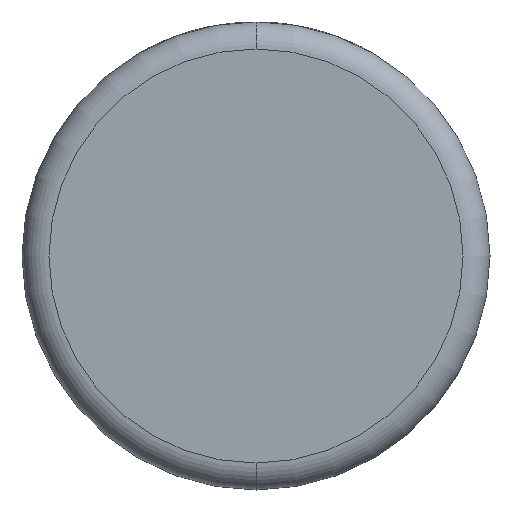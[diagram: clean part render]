
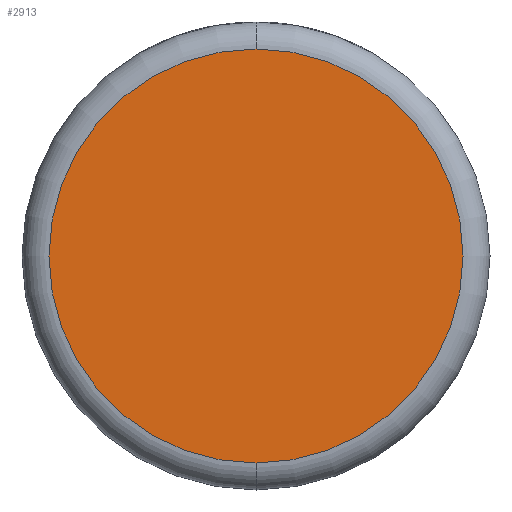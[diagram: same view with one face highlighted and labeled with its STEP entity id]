
A CAD part, front view. The second image highlights one B-rep face of the part: STEP entity #2913.
In plain terms, the highlighted planar face has unit normal (0, -1, 0).
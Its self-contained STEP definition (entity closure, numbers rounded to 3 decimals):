
#336 = DIRECTION ( 'NONE',  ( 0., 0., 1. ) ) ;
#622 = CIRCLE ( 'NONE', #1789, 15.705 ) ;
#723 = DIRECTION ( 'NONE',  ( 0., 0., 1. ) ) ;
#1031 = CARTESIAN_POINT ( 'NONE',  ( 0., 0., 0. ) ) ;
#1064 = PLANE ( 'NONE',  #1861 ) ;
#1137 = CARTESIAN_POINT ( 'NONE',  ( 0., 0., -15.705 ) ) ;
#1320 = CIRCLE ( 'NONE', #3485, 15.705 ) ;
#1438 = CARTESIAN_POINT ( 'NONE',  ( 0., 0., 15.705 ) ) ;
#1567 = VERTEX_POINT ( 'NONE', #1438 ) ;
#1789 = AXIS2_PLACEMENT_3D ( 'NONE', #4049, #3285, #723 ) ;
#1861 = AXIS2_PLACEMENT_3D ( 'NONE', #1031, #2158, #4751 ) ;
#2158 = DIRECTION ( 'NONE',  ( 0., 1., 0. ) ) ;
#2219 = ORIENTED_EDGE ( 'NONE', *, *, #4574, .T. ) ;
#2727 = EDGE_CURVE ( 'NONE', #1567, #3131, #1320, .T. ) ;
#2913 = ADVANCED_FACE ( 'NONE', ( #4156 ), #1064, .F. ) ;
#3131 = VERTEX_POINT ( 'NONE', #1137 ) ;
#3285 = DIRECTION ( 'NONE',  ( 0., -1., 0. ) ) ;
#3485 = AXIS2_PLACEMENT_3D ( 'NONE', #4389, #4064, #336 ) ;
#4049 = CARTESIAN_POINT ( 'NONE',  ( 0., 0., 0. ) ) ;
#4064 = DIRECTION ( 'NONE',  ( 0., -1., 0. ) ) ;
#4156 = FACE_OUTER_BOUND ( 'NONE', #4392, .T. ) ;
#4289 = ORIENTED_EDGE ( 'NONE', *, *, #2727, .T. ) ;
#4389 = CARTESIAN_POINT ( 'NONE',  ( 0., 0., 0. ) ) ;
#4392 = EDGE_LOOP ( 'NONE', ( #4289, #2219 ) ) ;
#4574 = EDGE_CURVE ( 'NONE', #3131, #1567, #622, .T. ) ;
#4751 = DIRECTION ( 'NONE',  ( 0., 0., 1. ) ) ;
